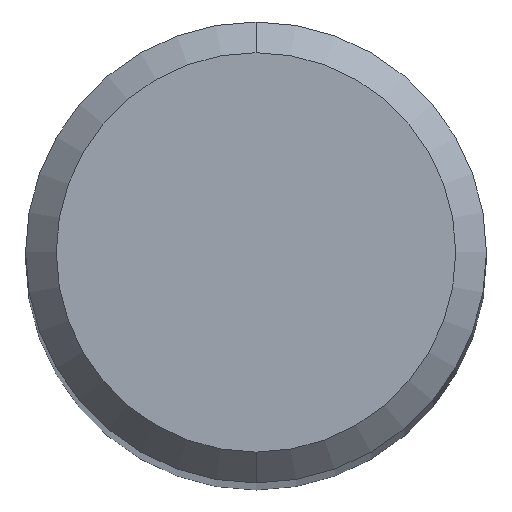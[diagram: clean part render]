
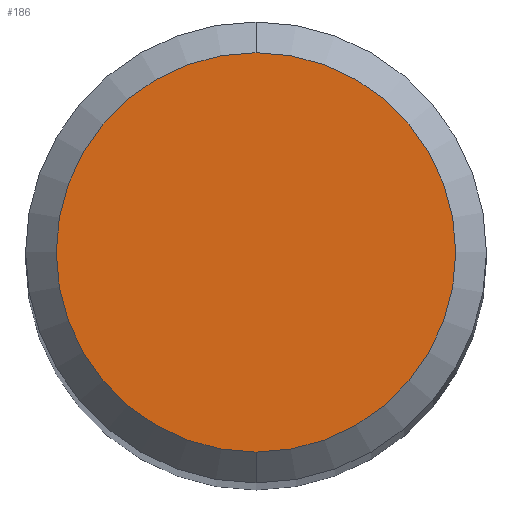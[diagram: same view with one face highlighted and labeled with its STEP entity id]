
A CAD part, top view. The second image highlights one B-rep face of the part: STEP entity #186.
In plain terms, the highlighted planar face has unit normal (0, 0, 1).
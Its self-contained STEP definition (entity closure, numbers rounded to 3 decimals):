
#186=ADVANCED_FACE('',(#400),#401,.T.);
#210=VERTEX_POINT('',#427);
#242=EDGE_CURVE('',#210,#300,#462,.T.);
#282=EDGE_CURVE('',#300,#210,#508,.T.);
#300=VERTEX_POINT('',#529);
#400=FACE_OUTER_BOUND('',#643,.T.);
#401=PLANE('',#644);
#427=CARTESIAN_POINT('',(0.0,1.95,38.93));
#462=CIRCLE('',#727,1.95);
#508=CIRCLE('',#783,1.95);
#529=CARTESIAN_POINT('',(0.,-1.95,38.93));
#643=EDGE_LOOP('',(#915,#916));
#644=AXIS2_PLACEMENT_3D('',#917,#918,#919);
#727=AXIS2_PLACEMENT_3D('',#988,#989,#990);
#783=AXIS2_PLACEMENT_3D('',#1052,#1053,#1054);
#915=ORIENTED_EDGE('',*,*,#242,.F.);
#916=ORIENTED_EDGE('',*,*,#282,.F.);
#917=CARTESIAN_POINT('',(0.0,0.975,38.93));
#918=DIRECTION('',(-0.0,0.0,1.0));
#919=DIRECTION('',(0.0,-1.0,0.0));
#988=CARTESIAN_POINT('',(0.0,0.0,38.93));
#989=DIRECTION('',(0.0,0.0,-1.0));
#990=DIRECTION('',(0.0,1.0,0.0));
#1052=CARTESIAN_POINT('',(0.0,0.0,38.93));
#1053=DIRECTION('',(0.0,0.0,-1.0));
#1054=DIRECTION('',(0.0,1.0,0.0));
